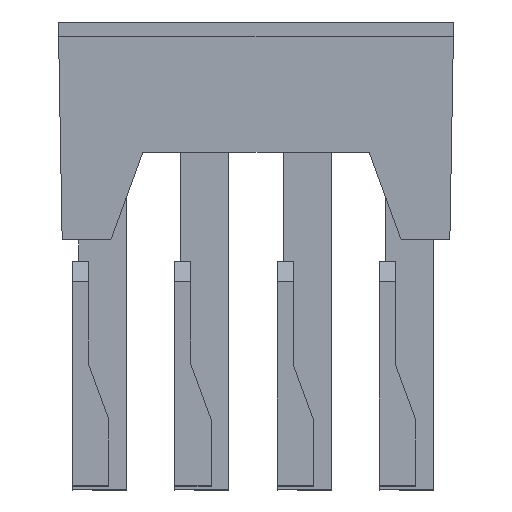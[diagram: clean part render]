
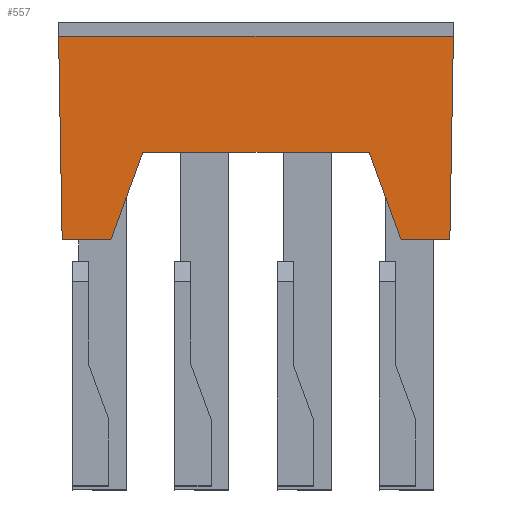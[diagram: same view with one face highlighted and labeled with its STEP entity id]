
A CAD part, top view. The second image highlights one B-rep face of the part: STEP entity #557.
In plain terms, the highlighted planar face has unit normal (0, -0.018, 1).
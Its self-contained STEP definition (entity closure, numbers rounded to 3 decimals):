
#557=ADVANCED_FACE('',(#723),#644,.T.);
#644=PLANE('',#2317);
#723=FACE_OUTER_BOUND('',#808,.T.);
#808=EDGE_LOOP('',(#901,#902,#903,#904,#905,#906,#907,#908));
#901=ORIENTED_EDGE('',*,*,#1593,.T.);
#902=ORIENTED_EDGE('',*,*,#1594,.T.);
#903=ORIENTED_EDGE('',*,*,#1595,.F.);
#904=ORIENTED_EDGE('',*,*,#1596,.T.);
#905=ORIENTED_EDGE('',*,*,#1597,.T.);
#906=ORIENTED_EDGE('',*,*,#1598,.F.);
#907=ORIENTED_EDGE('',*,*,#1599,.T.);
#908=ORIENTED_EDGE('',*,*,#1600,.T.);
#1417=VERTEX_POINT('',#2848);
#1418=VERTEX_POINT('',#2849);
#1419=VERTEX_POINT('',#2851);
#1420=VERTEX_POINT('',#2853);
#1421=VERTEX_POINT('',#2855);
#1422=VERTEX_POINT('',#2857);
#1423=VERTEX_POINT('',#2859);
#1424=VERTEX_POINT('',#2861);
#1593=EDGE_CURVE('',#1417,#1418,#1851,.T.);
#1594=EDGE_CURVE('',#1418,#1419,#1852,.T.);
#1595=EDGE_CURVE('',#1420,#1419,#1853,.T.);
#1596=EDGE_CURVE('',#1420,#1421,#1854,.T.);
#1597=EDGE_CURVE('',#1421,#1422,#1855,.T.);
#1598=EDGE_CURVE('',#1423,#1422,#1856,.T.);
#1599=EDGE_CURVE('',#1423,#1424,#1857,.T.);
#1600=EDGE_CURVE('',#1424,#1417,#1858,.T.);
#1851=LINE('',#2847,#2085);
#1852=LINE('',#2850,#2086);
#1853=LINE('',#2852,#2087);
#1854=LINE('',#2854,#2088);
#1855=LINE('',#2856,#2089);
#1856=LINE('',#2858,#2090);
#1857=LINE('',#2860,#2091);
#1858=LINE('',#2862,#2092);
#2085=VECTOR('',#2419,1.);
#2086=VECTOR('',#2420,1.);
#2087=VECTOR('',#2421,1.);
#2088=VECTOR('',#2422,1.);
#2089=VECTOR('',#2423,1.);
#2090=VECTOR('',#2424,1.);
#2091=VECTOR('',#2425,1.);
#2092=VECTOR('',#2426,1.);
#2317=AXIS2_PLACEMENT_3D('',#2863,#2427,#2428);
#2419=DIRECTION('',(1.,0.,0.));
#2420=DIRECTION('',(0.342,-0.94,-0.016));
#2421=DIRECTION('',(-1.,0.,0.));
#2422=DIRECTION('',(0.017,1.,0.017));
#2423=DIRECTION('',(-1.,0.,0.));
#2424=DIRECTION('',(-0.017,1.,0.017));
#2425=DIRECTION('',(1.,0.,0.));
#2426=DIRECTION('',(0.342,0.94,0.016));
#2427=DIRECTION('',(0.,-0.017,1.));
#2428=DIRECTION('',(0.,1.,0.017));
#2847=CARTESIAN_POINT('',(4.324,4.365,2.69));
#2848=CARTESIAN_POINT('',(4.111,4.365,2.69));
#2849=CARTESIAN_POINT('',(15.402,4.365,2.69));
#2850=CARTESIAN_POINT('',(15.473,4.17,2.687));
#2851=CARTESIAN_POINT('',(16.991,0.,2.614));
#2852=CARTESIAN_POINT('',(12.307,0.,2.614));
#2853=CARTESIAN_POINT('',(19.424,0.,2.614));
#2854=CARTESIAN_POINT('',(19.599,10.023,2.789));
#2855=CARTESIAN_POINT('',(19.602,10.15,2.791));
#2856=CARTESIAN_POINT('',(7.207,10.15,2.791));
#2857=CARTESIAN_POINT('',(-0.089,10.15,2.791));
#2858=CARTESIAN_POINT('',(0.001,5.028,2.702));
#2859=CARTESIAN_POINT('',(0.089,0.,2.614));
#2860=CARTESIAN_POINT('',(7.207,0.,2.614));
#2861=CARTESIAN_POINT('',(2.522,0.,2.614));
#2862=CARTESIAN_POINT('',(6.332,10.468,2.797));
#2863=CARTESIAN_POINT('',(7.207,10.15,2.791));
